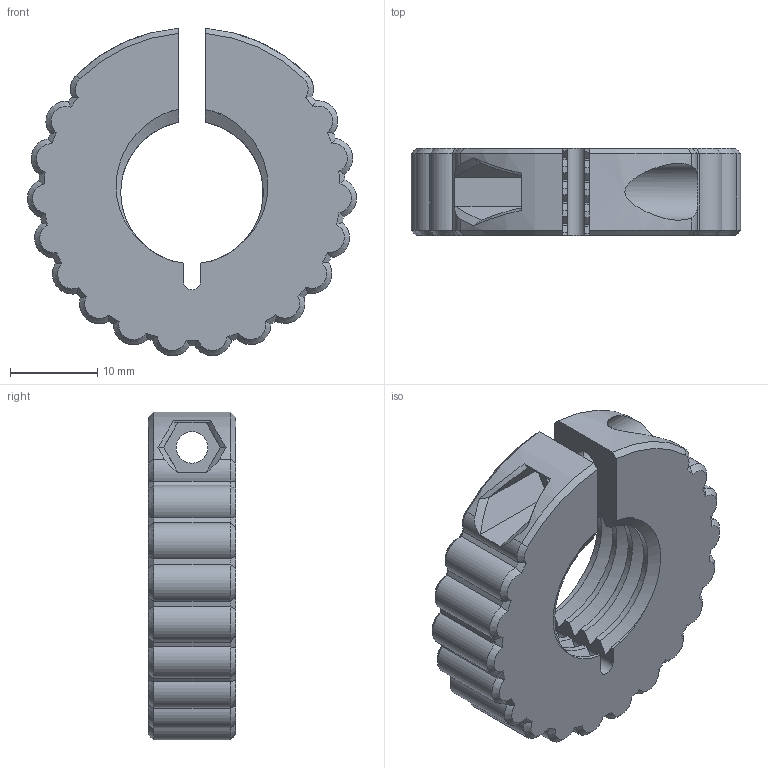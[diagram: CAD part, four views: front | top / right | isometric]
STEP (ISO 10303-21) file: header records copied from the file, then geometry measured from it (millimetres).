
FILE_DESCRIPTION(/* description */ (''),/* implementation_level */ '2;1');
FILE_NAME(/* name */ 'BBProV2_RockMonsterNo1YTentionerNut Locking.step',/* time_stamp */ '2025-04-09T12:07:09-04:00',/* author */ (''),/* organization */ (''),/* preprocessor_version */ 'ST-DEVELOPER v20.1',/* originating_system */ 'Autodesk Translation Framework v14.4.0.0',/* authorisation */ '');
FILE_SCHEMA (('AUTOMOTIVE_DESIGN { 1 0 10303 214 3 1 1 }'));
Length unit declared in the file: millimetre
Products named in the file (1): RockMonsterNo1YTentionerNut
Bounding box: 37.67 x 10 x 37.48 mm (x, y, z)
Volume: 7383.4 mm3; surface area: 4169 mm2
Topology: 1 solids, 1 shells, 172 faces, 459 edges, 289 vertices
Faces by surface type: cone 74, cylinder 61, bspline 22, plane 15
Full cylindrical faces by diameter (mm): 3.6 x2, 6.5 x1
Entity records: 11219 total; most frequent: CARTESIAN_POINT 7200, ORIENTED_EDGE 918, DIRECTION 736, EDGE_CURVE 459, AXIS2_PLACEMENT_3D 314, VERTEX_POINT 289, B_SPLINE_CURVE_WITH_KNOTS 184, EDGE_LOOP 176
